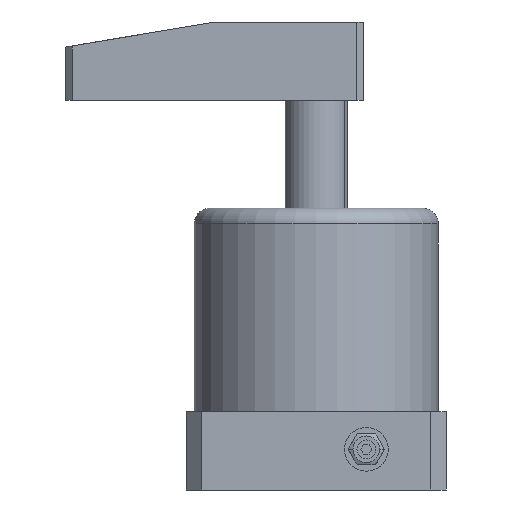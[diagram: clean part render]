
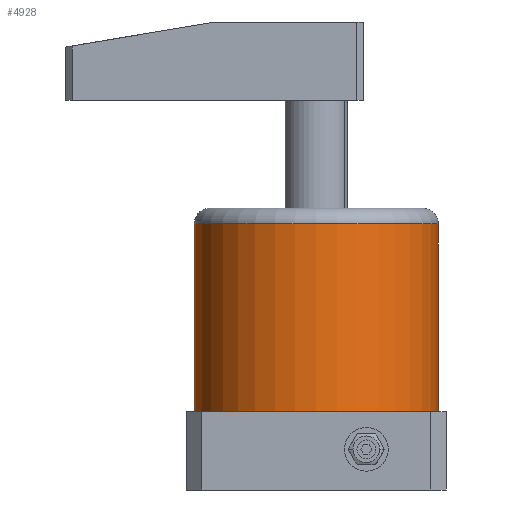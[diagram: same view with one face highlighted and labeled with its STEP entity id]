
A CAD part, front view. The second image highlights one B-rep face of the part: STEP entity #4928.
In plain terms, the highlighted cylindrical face has radius 39 mm (diameter 78 mm), a partial arc.
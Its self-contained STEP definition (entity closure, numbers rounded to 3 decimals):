
#442 = DIRECTION ( 'NONE',  ( 0., 0., -1. ) ) ;
#443 = CARTESIAN_POINT ( 'NONE',  ( -39., 0., 90. ) ) ;
#589 = DIRECTION ( 'NONE',  ( 0., 0., 1. ) ) ;
#590 = CARTESIAN_POINT ( 'NONE',  ( 0., 0., 25. ) ) ;
#591 = DIRECTION ( 'NONE',  ( -1., 0., 0. ) ) ;
#602 = DIRECTION ( 'NONE',  ( 0., 0., -1. ) ) ;
#605 = CARTESIAN_POINT ( 'NONE',  ( 39., 0., 90. ) ) ;
#1265 = DIRECTION ( 'NONE',  ( 1., 0., 0. ) ) ;
#1266 = DIRECTION ( 'NONE',  ( 0., 0., -1. ) ) ;
#1267 = CARTESIAN_POINT ( 'NONE',  ( 0., 0., 85. ) ) ;
#1307 = CARTESIAN_POINT ( 'NONE',  ( 0., 0., 90. ) ) ;
#1308 = DIRECTION ( 'NONE',  ( 0., 0., -1. ) ) ;
#1312 = DIRECTION ( 'NONE',  ( -1., 0., 0. ) ) ;
#1400 = CARTESIAN_POINT ( 'NONE',  ( 39., 0., 25. ) ) ;
#1420 = CARTESIAN_POINT ( 'NONE',  ( -39., 0., 85. ) ) ;
#1432 = CARTESIAN_POINT ( 'NONE',  ( 39., 0., 85. ) ) ;
#1485 = CARTESIAN_POINT ( 'NONE',  ( -39., 0., 25. ) ) ;
#1591 = EDGE_CURVE ( 'NONE', #2887, #2950, #1870, .T. ) ;
#1596 = EDGE_CURVE ( 'NONE', #2792, #2950, #2250, .T. ) ;
#1829 = AXIS2_PLACEMENT_3D ( 'NONE', #590, #589, #591 ) ;
#1870 = LINE ( 'NONE', #605, #1878 ) ;
#1878 = VECTOR ( 'NONE', #602, 1000. ) ;
#2183 = EDGE_CURVE ( 'NONE', #2913, #2792, #4890, .T. ) ;
#2250 = CIRCLE ( 'NONE', #1829, 39. ) ;
#2484 = AXIS2_PLACEMENT_3D ( 'NONE', #1307, #1308, #1312 ) ;
#2792 = VERTEX_POINT ( 'NONE', #1485 ) ;
#2887 = VERTEX_POINT ( 'NONE', #1432 ) ;
#2913 = VERTEX_POINT ( 'NONE', #1420 ) ;
#2950 = VERTEX_POINT ( 'NONE', #1400 ) ;
#4108 = AXIS2_PLACEMENT_3D ( 'NONE', #1267, #1266, #1265 ) ;
#4490 = EDGE_LOOP ( 'NONE', ( #6741, #6780, #6692, #4728 ) ) ;
#4728 = ORIENTED_EDGE ( 'NONE', *, *, #1596, .T. ) ;
#4792 = FACE_OUTER_BOUND ( 'NONE', #4490, .T. ) ;
#4883 = CYLINDRICAL_SURFACE ( 'NONE', #2484, 39. ) ;
#4890 = LINE ( 'NONE', #443, #4894 ) ;
#4894 = VECTOR ( 'NONE', #442, 1000. ) ;
#4928 = ADVANCED_FACE ( 'NONE', ( #4792 ), #4883, .T. ) ;
#5120 = CIRCLE ( 'NONE', #4108, 39. ) ;
#5913 = EDGE_CURVE ( 'NONE', #2887, #2913, #5120, .T. ) ;
#6692 = ORIENTED_EDGE ( 'NONE', *, *, #2183, .T. ) ;
#6741 = ORIENTED_EDGE ( 'NONE', *, *, #1591, .F. ) ;
#6780 = ORIENTED_EDGE ( 'NONE', *, *, #5913, .T. ) ;
